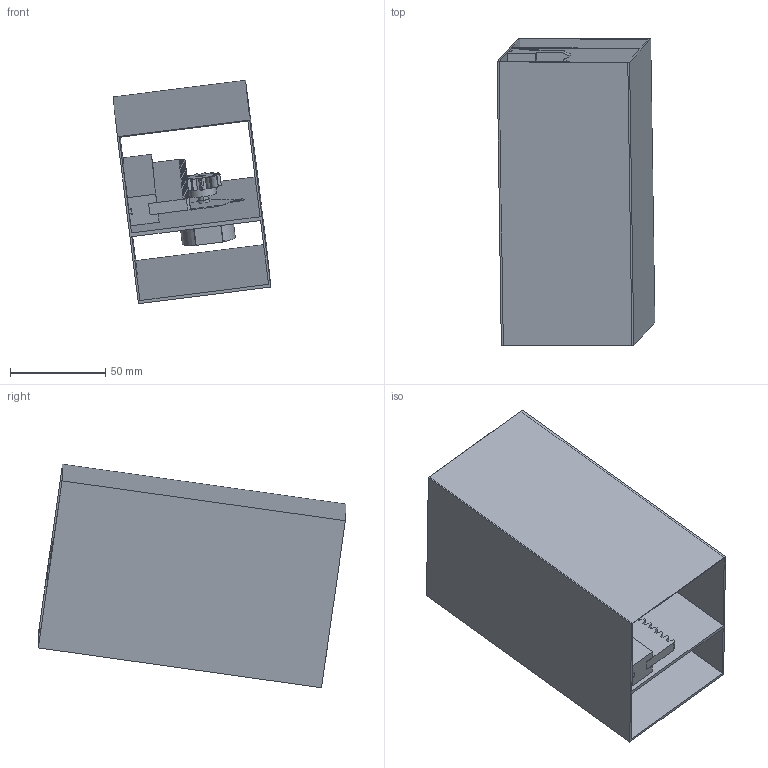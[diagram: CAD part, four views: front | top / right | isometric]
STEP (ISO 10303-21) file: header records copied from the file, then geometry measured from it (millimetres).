
FILE_DESCRIPTION (( 'STEP AP203' ), '1' );
FILE_NAME ('motor2.STEP', '2019-01-04T09:14:19', ( '' ), ( '' ), 'SwSTEP 2.0', 'SolidWorks 2017', '' );
FILE_SCHEMA (( 'CONFIG_CONTROL_DESIGN' ));
Length unit declared in the file: millimetre
Products named in the file (7): motor2; pilastra; base2; caixa; rack spur rectangular_gb_GB - Rack-spur - rectangular 1.375M 20PA 6FW 20PH 150L---SAll; steppermotor; spur gear_gb_GB - Spur gear 1.375M 13T 20PA 6FW ---S13B75H10L5.0N
Assembly tree (6 placements, depth 2):
  motor2
    pilastra
    base2
    steppermotor
    rack spur rectangular_gb_GB - Rack-spur - rectangular 1.375M 20PA 6FW 20PH 150L---SAll
    spur gear_gb_GB - Spur gear 1.375M 13T 20PA 6FW ---S13B75H10L5.0N
    caixa
Bounding box: 82.7 x 161.2 x 117.19 mm (x, y, z)
Volume: 119138.9 mm3; surface area: 144064.9 mm2
Topology: 7 solids, 7 shells, 295 faces, 836 edges, 557 vertices
Faces by surface type: plane 232, cylinder 63
Entity records: 10286 total; most frequent: CARTESIAN_POINT 1697, ORIENTED_EDGE 1672, DIRECTION 1605, EDGE_CURVE 836, LINE 675, VECTOR 675, VERTEX_POINT 557, AXIS2_PLACEMENT_3D 465
